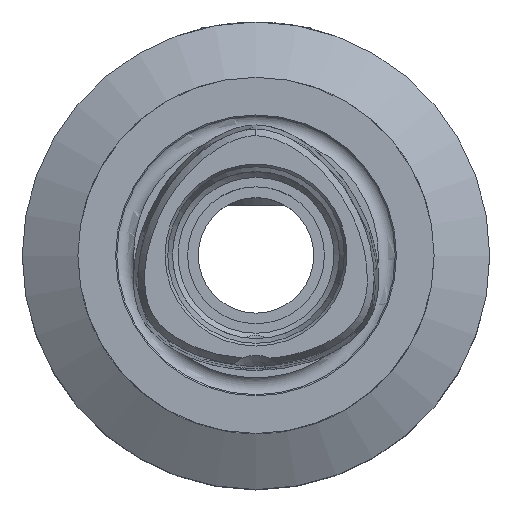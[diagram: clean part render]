
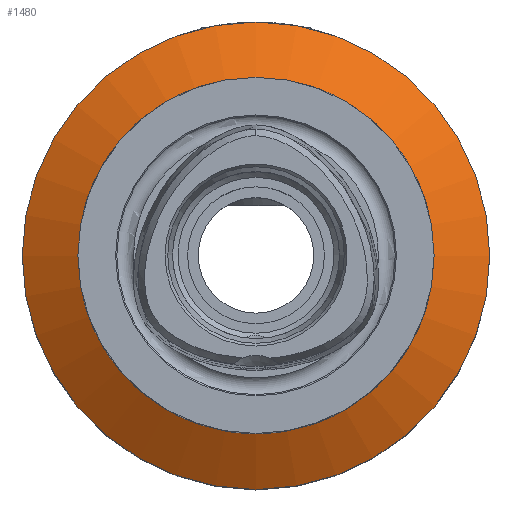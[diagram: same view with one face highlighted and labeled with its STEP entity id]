
A CAD part, top view. The second image highlights one B-rep face of the part: STEP entity #1480.
In plain terms, the highlighted conical face has half-angle 60 degrees and reference radius 18.4 mm.
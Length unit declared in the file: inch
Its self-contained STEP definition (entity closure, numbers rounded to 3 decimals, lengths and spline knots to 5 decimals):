
#171=LINE('',#2369,#225);
#225=VECTOR('',#1862,0.72441);
#263=CONICAL_SURFACE('',#1614,0.72441,1.047);
#302=FACE_OUTER_BOUND('',#391,.T.);
#391=EDGE_LOOP('',(#1040,#1041,#1042,#1043,#1044,#1045));
#483=CIRCLE('',#1610,0.62205);
#484=CIRCLE('',#1611,0.62205);
#487=CIRCLE('',#1615,0.82677);
#488=CIRCLE('',#1616,0.82677);
#595=VERTEX_POINT('',#2355);
#596=VERTEX_POINT('',#2356);
#599=VERTEX_POINT('',#2365);
#600=VERTEX_POINT('',#2366);
#762=EDGE_CURVE('',#595,#596,#483,.T.);
#763=EDGE_CURVE('',#596,#595,#484,.T.);
#767=EDGE_CURVE('',#599,#600,#487,.T.);
#768=EDGE_CURVE('',#600,#599,#488,.T.);
#769=EDGE_CURVE('',#600,#596,#171,.T.);
#1040=ORIENTED_EDGE('',*,*,#767,.F.);
#1041=ORIENTED_EDGE('',*,*,#768,.F.);
#1042=ORIENTED_EDGE('',*,*,#769,.T.);
#1043=ORIENTED_EDGE('',*,*,#763,.T.);
#1044=ORIENTED_EDGE('',*,*,#762,.T.);
#1045=ORIENTED_EDGE('',*,*,#769,.F.);
#1480=ADVANCED_FACE('',(#302),#263,.T.);
#1610=AXIS2_PLACEMENT_3D('',#2357,#1847,#1848);
#1611=AXIS2_PLACEMENT_3D('',#2358,#1849,#1850);
#1614=AXIS2_PLACEMENT_3D('',#2364,#1856,#1857);
#1615=AXIS2_PLACEMENT_3D('',#2367,#1858,#1859);
#1616=AXIS2_PLACEMENT_3D('',#2368,#1860,#1861);
#1847=DIRECTION('center_axis',(0.,0.,
-1.));
#1848=DIRECTION('ref_axis',(1.,0.,0.));
#1849=DIRECTION('center_axis',(0.,0.,
-1.));
#1850=DIRECTION('ref_axis',(1.,0.,0.));
#1856=DIRECTION('center_axis',(0.,0.,
-1.));
#1857=DIRECTION('ref_axis',(0.,1.,0.));
#1858=DIRECTION('center_axis',(0.,0.,
-1.));
#1859=DIRECTION('ref_axis',(1.,0.,0.));
#1860=DIRECTION('center_axis',(0.,0.,
-1.));
#1861=DIRECTION('ref_axis',(1.,0.,0.));
#1862=DIRECTION('',(0.,0.866,0.5));
#2355=CARTESIAN_POINT('',(-0.87585,0.82389,-0.68415));
#2356=CARTESIAN_POINT('',(-0.87585,-0.42021,-0.68415));
#2357=CARTESIAN_POINT('Origin',(-0.87585,0.20184,-0.68415));
#2358=CARTESIAN_POINT('Origin',(-0.87585,0.20184,-0.68415));
#2364=CARTESIAN_POINT('Origin',(-0.87585,0.20184,-0.74324));
#2365=CARTESIAN_POINT('',(-0.87585,1.02861,-0.80234));
#2366=CARTESIAN_POINT('',(-0.87585,-0.62493,-0.80234));
#2367=CARTESIAN_POINT('Origin',(-0.87585,0.20184,-0.80234));
#2368=CARTESIAN_POINT('Origin',(-0.87585,0.20184,-0.80234));
#2369=CARTESIAN_POINT('',(-0.87585,-0.52257,-0.74324));
